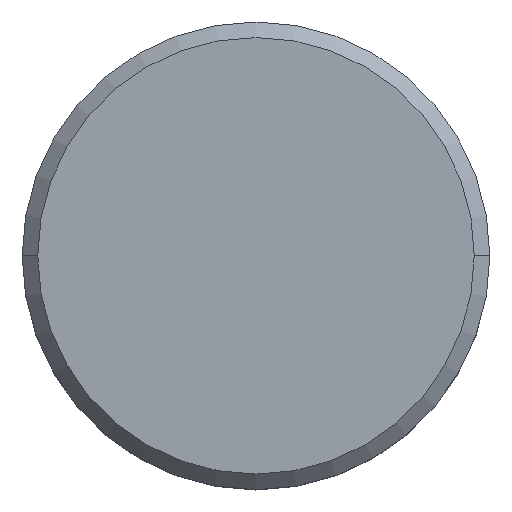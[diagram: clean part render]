
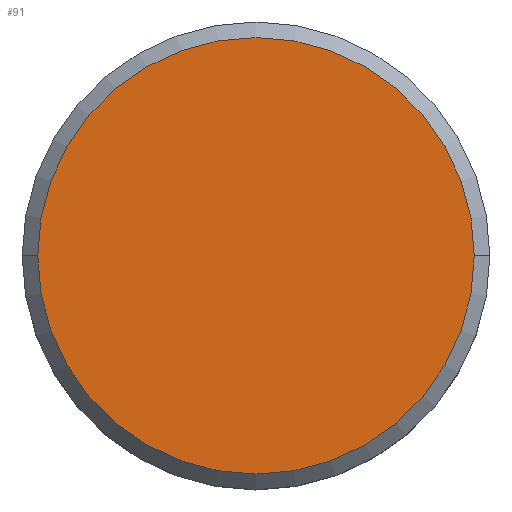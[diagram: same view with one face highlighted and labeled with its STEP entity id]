
A CAD part, top view. The second image highlights one B-rep face of the part: STEP entity #91.
In plain terms, the highlighted planar face has unit normal (0, 0, 1).
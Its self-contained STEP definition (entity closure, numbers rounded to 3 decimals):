
#4 = PLANE ( 'NONE',  #488 ) ;
#64 = ORIENTED_EDGE ( 'NONE', *, *, #285, .T. ) ;
#70 = DIRECTION ( 'NONE',  ( 0., 0., 1. ) ) ;
#81 = VERTEX_POINT ( 'NONE', #94 ) ;
#91 = ADVANCED_FACE ( 'NONE', ( #421 ), #4, .T. ) ;
#94 = CARTESIAN_POINT ( 'NONE',  ( 7., 0., 0. ) ) ;
#160 = EDGE_CURVE ( 'NONE', #264, #81, #403, .T. ) ;
#170 = CARTESIAN_POINT ( 'NONE',  ( 0., 0., 0. ) ) ;
#202 = CARTESIAN_POINT ( 'NONE',  ( 0., 0., 0. ) ) ;
#214 = DIRECTION ( 'NONE',  ( 0., 0., 1. ) ) ;
#219 = EDGE_LOOP ( 'NONE', ( #451, #64 ) ) ;
#239 = AXIS2_PLACEMENT_3D ( 'NONE', #356, #214, #367 ) ;
#264 = VERTEX_POINT ( 'NONE', #567 ) ;
#285 = EDGE_CURVE ( 'NONE', #81, #264, #474, .T. ) ;
#356 = CARTESIAN_POINT ( 'NONE',  ( 0., 0., 0. ) ) ;
#367 = DIRECTION ( 'NONE',  ( 1., 0., 0. ) ) ;
#395 = DIRECTION ( 'NONE',  ( 0., 0., 1. ) ) ;
#403 = CIRCLE ( 'NONE', #239, 7. ) ;
#421 = FACE_OUTER_BOUND ( 'NONE', #219, .T. ) ;
#451 = ORIENTED_EDGE ( 'NONE', *, *, #160, .T. ) ;
#474 = CIRCLE ( 'NONE', #542, 7. ) ;
#488 = AXIS2_PLACEMENT_3D ( 'NONE', #202, #395, #580 ) ;
#533 = DIRECTION ( 'NONE',  ( 1., 0., 0. ) ) ;
#542 = AXIS2_PLACEMENT_3D ( 'NONE', #170, #70, #533 ) ;
#567 = CARTESIAN_POINT ( 'NONE',  ( -7., 0., 0. ) ) ;
#580 = DIRECTION ( 'NONE',  ( 1., 0., 0. ) ) ;
